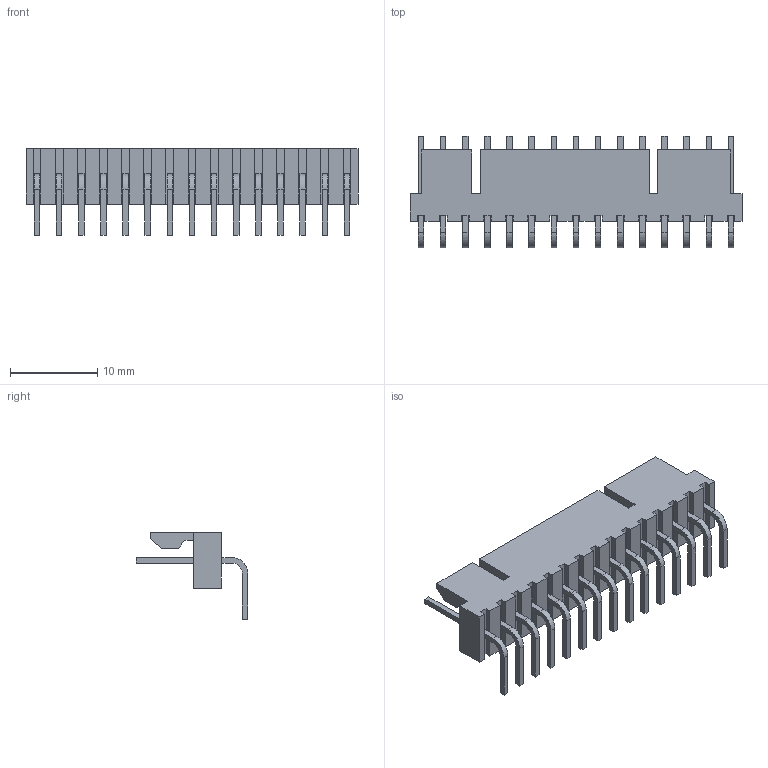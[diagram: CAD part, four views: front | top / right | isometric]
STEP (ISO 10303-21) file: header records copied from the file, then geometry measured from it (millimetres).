
FILE_DESCRIPTION((''),'2;1');
FILE_NAME('MOLEX_22-05-3151.stp','2013-01-16T15:21:34',(''),(''),'Mechanical Desktop 2011','Mechanical Desktop 2011',', , ');
FILE_SCHEMA(('AUTOMOTIVE_DESIGN { 1 2 10303 214 1 1 1 1 }'));
Length unit declared in the file: millimetre
Products named in the file (1): Product
Bounding box: 38.1 x 12.83 x 9.93 mm (x, y, z)
Volume: 1047 mm3; surface area: 1906.4 mm2
Topology: 31 solids, 31 shells, 327 faces, 855 edges, 650 vertices
Faces by surface type: plane 207, bspline 90, cylinder 30
Entity records: 9879 total; most frequent: CARTESIAN_POINT 2043, ORIENTED_EDGE 1590, DIRECTION 1391, VECTOR 795, LINE 795, EDGE_CURVE 795, VERTEX_POINT 530, EDGE_LOOP 327
